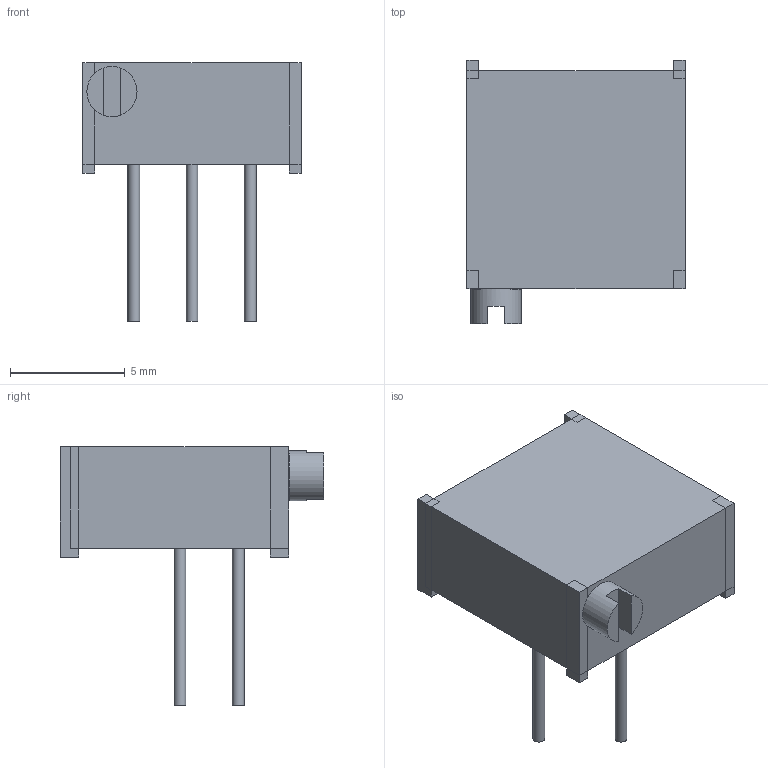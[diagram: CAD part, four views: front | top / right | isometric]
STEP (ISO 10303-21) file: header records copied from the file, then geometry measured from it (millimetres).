
FILE_DESCRIPTION(('FreeCAD Model'),'2;1');
FILE_NAME('RVAR-BOURNS-3296P.step','2018-06-27T09:17:35',('kicad StepUp'),('ksu MCAD'), 'Open CASCADE STEP processor 7.2','FreeCAD','Unknown');
FILE_SCHEMA(('AUTOMOTIVE_DESIGN { 1 0 10303 214 1 1 1 1 }'));
Length unit declared in the file: millimetre
Products named in the file (1): RVAR-BOURNS-3296P
Bounding box: 9.53 x 11.51 x 11.3 mm (x, y, z)
Volume: 414.2 mm3; surface area: 416.7 mm2
Topology: 2 solids, 2 shells, 51 faces, 112 edges, 68 vertices
Faces by surface type: plane 47, cylinder 4
Full cylindrical faces by diameter (mm): 0.51 x3, 2.19 x1
Entity records: 1727 total; most frequent: CARTESIAN_POINT 232, DIRECTION 228, ORIENTED_EDGE 224, EDGE_CURVE 112, LINE 100, VECTOR 100, VERTEX_POINT 68, AXIS2_PLACEMENT_3D 64
